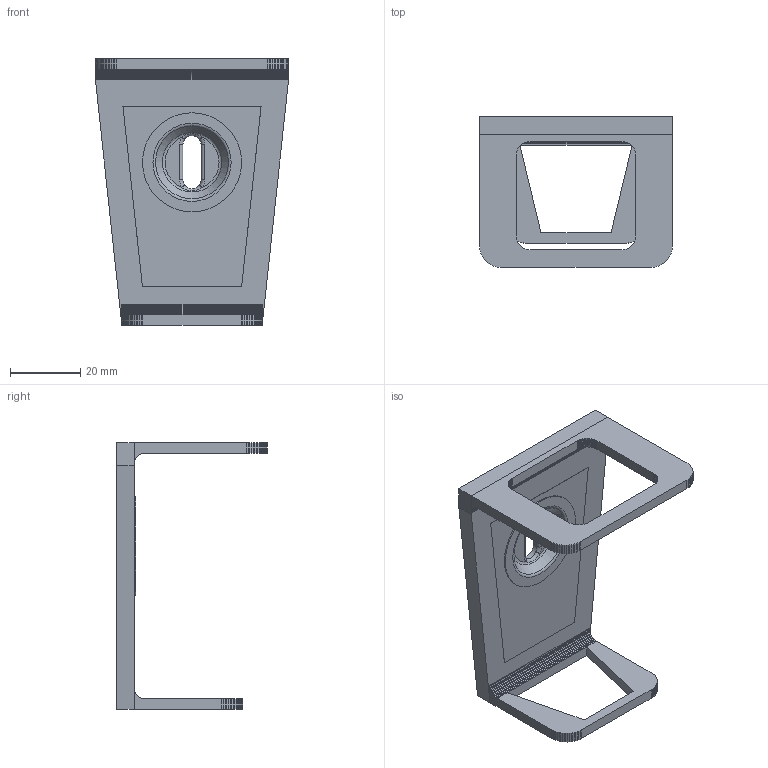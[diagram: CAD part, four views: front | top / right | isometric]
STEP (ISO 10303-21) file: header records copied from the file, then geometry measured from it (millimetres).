
FILE_DESCRIPTION(('FreeCAD Model'),'2;1');
FILE_NAME('Open CASCADE Shape Model','2025-07-05T13:51:40',(''),(''), 'Open CASCADE STEP processor 7.8','FreeCAD','Unknown');
FILE_SCHEMA(('AUTOMOTIVE_DESIGN { 1 0 10303 214 1 1 1 1 }'));
Length unit declared in the file: millimetre
Products named in the file (3): _3_Assembly; 01_Mount_001; 02_Skadis_Mount_001
Assembly tree (2 placements, depth 2):
  _3_Assembly
    01_Mount_001
    02_Skadis_Mount_001
Bounding box: 55 x 43 x 76 mm (x, y, z)
Volume: 22536.1 mm3; surface area: 14476.4 mm2
Topology: 2 solids, 2 shells, 288 faces, 718 edges, 433 vertices
Faces by surface type: plane 274, torus 6, cylinder 5, bspline 2, cone 1
Full cylindrical faces by diameter (mm): 28.284 x1
Entity records: 8394 total; most frequent: CARTESIAN_POINT 1537, ORIENTED_EDGE 1436, DIRECTION 1318, EDGE_CURVE 718, LINE 686, VECTOR 686, VERTEX_POINT 433, AXIS2_PLACEMENT_3D 316
